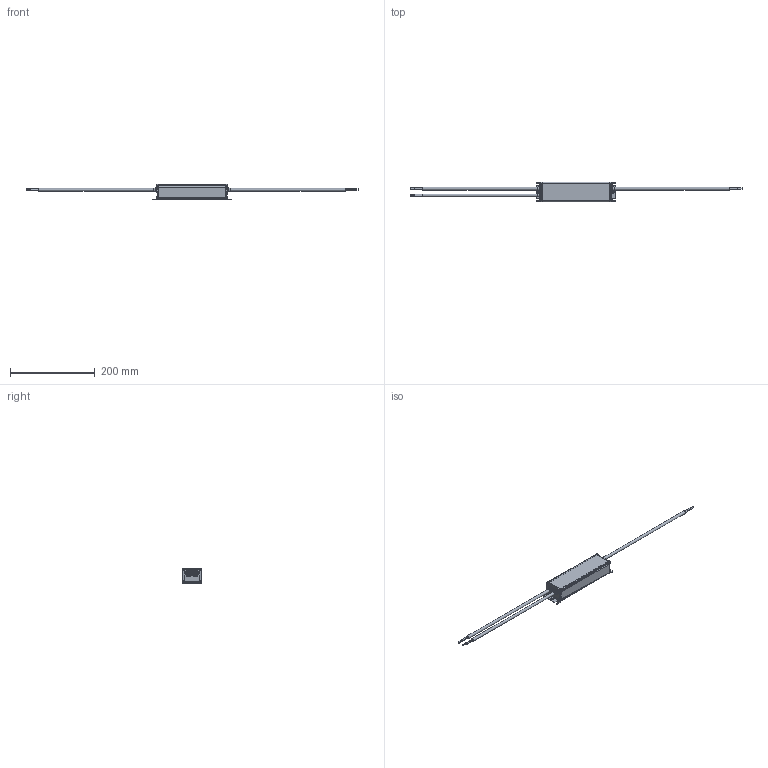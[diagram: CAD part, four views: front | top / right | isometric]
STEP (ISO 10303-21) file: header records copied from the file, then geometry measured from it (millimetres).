
FILE_DESCRIPTION(('STEP AP214'), '1');
FILE_NAME('ﾈﾏﾑ 100-1050ﾒﾓ 5202', '', ('UNSPECIFIED'), ('UNSPECIFIED'), 'ASCON STEP Converter 1.6', 'ASCON Math Kernel', '');
FILE_SCHEMA(('AUTOMOTIVE_DESIGN { 1 0 10303 214 3 1 1}'));
Length unit declared in the file: millimetre
Products named in the file (1): ﾈﾏﾑ 100-1050ﾒﾓ 5202
Bounding box: 784 x 47 x 35.5 mm (x, y, z)
Volume: 77462 mm3; surface area: 84689.8 mm2
Topology: 4 solids, 4 shells, 483 faces, 1266 edges, 818 vertices
Faces by surface type: plane 249, cylinder 140, cone 32, bspline 32, torus 22, sphere 8
Full cylindrical faces by diameter (mm): 1.2 x8, 2.15 x1, 2.4 x8, 3.2 x1, 3.4 x1, 5 x2, 5.6 x8, 6.5 x1, 6.8 x2, 10.2 x6, 10.9 x3, 14 x3
Entity records: 20499 total; most frequent: CARTESIAN_POINT 4816, DIRECTION 2518, ORIENTED_EDGE 2320, EDGE_CURVE 1160, AXIS2_PLACEMENT_3D 958, VERTEX_POINT 818, EDGE_LOOP 624, LINE 602
